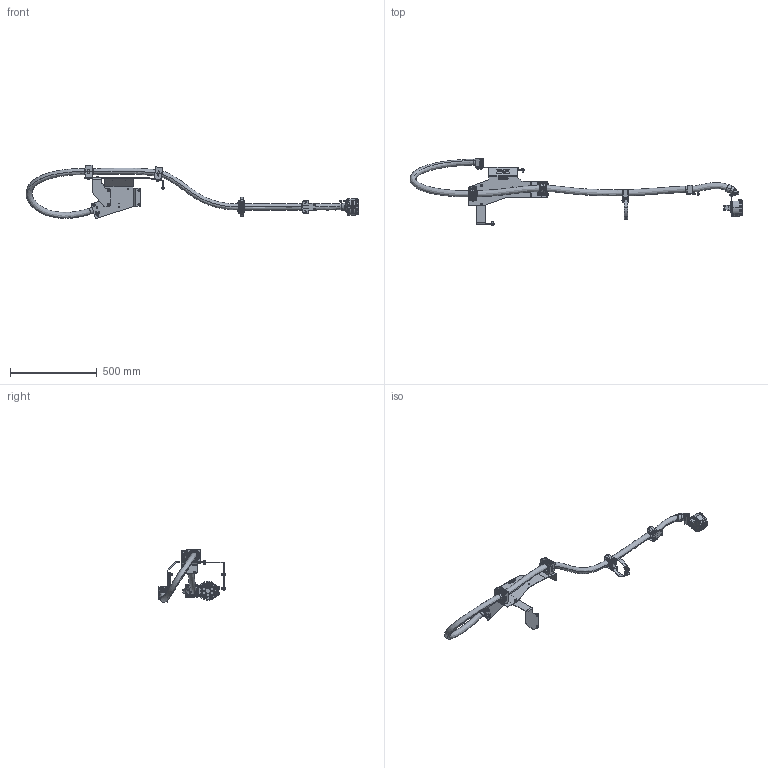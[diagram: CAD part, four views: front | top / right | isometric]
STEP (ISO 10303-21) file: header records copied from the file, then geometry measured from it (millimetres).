
FILE_DESCRIPTION (( 'STEP AP203' ), '1' );
FILE_NAME ('TS106-210.STEP', '2020-10-21T05:35:12', ( '' ), ( '' ), 'SwSTEP 2.0', 'SolidWorks 2019', '' );
FILE_SCHEMA (( 'CONFIG_CONTROL_DESIGN' ));
Products named in the file (1): TS106-210
Bounding box: 1912.9 x 385.6 x 305.59 mm (x, y, z)
Volume: 1681629.9 mm3; surface area: 1131998.6 mm2
Topology: 115 solids, 115 shells, 4978 faces, 12559 edges, 7920 vertices
Faces by surface type: plane 1920, cylinder 1414, bspline 987, torus 317, cone 252, sphere 88
Entity records: 231153 total; most frequent: CARTESIAN_POINT 116852, ORIENTED_EDGE 24870, DIRECTION 22010, EDGE_CURVE 12435, AXIS2_PLACEMENT_3D 7978, VERTEX_POINT 7920, LINE 6054, VECTOR 6054
